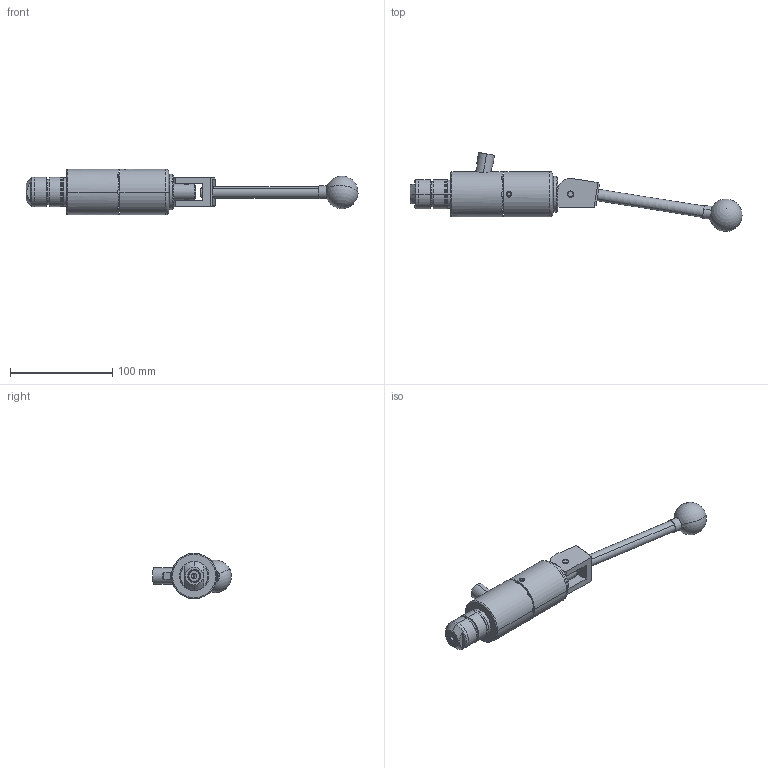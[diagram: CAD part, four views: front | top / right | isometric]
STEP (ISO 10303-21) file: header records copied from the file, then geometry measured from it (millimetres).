
FILE_DESCRIPTION (( 'STEP AP214' ), '1' );
FILE_NAME ('CTSC-003541.STEP', '2025-05-28T11:53:44', ( '' ), ( '' ), 'SwSTEP 2.0', 'SolidWorks 2023', '' );
FILE_SCHEMA (( 'AUTOMOTIVE_DESIGN' ));
Length unit declared in the file: inch
Products named in the file (1): CTSC-003541
Bounding box: 324.96 x 77.27 x 44.45 mm (x, y, z)
Volume: 229850 mm3; surface area: 51582.2 mm2
Topology: 10 solids, 11 shells, 294 faces, 696 edges, 441 vertices
Faces by surface type: cylinder 122, plane 106, cone 44, torus 17, bspline 3, sphere 2
Entity records: 14037 total; most frequent: CARTESIAN_POINT 3451, DIRECTION 1430, ORIENTED_EDGE 1374, EDGE_CURVE 687, AXIS2_PLACEMENT_3D 570, VERTEX_POINT 438, EDGE_LOOP 337, LENGTH_MEASURE_WITH_UNIT 296
